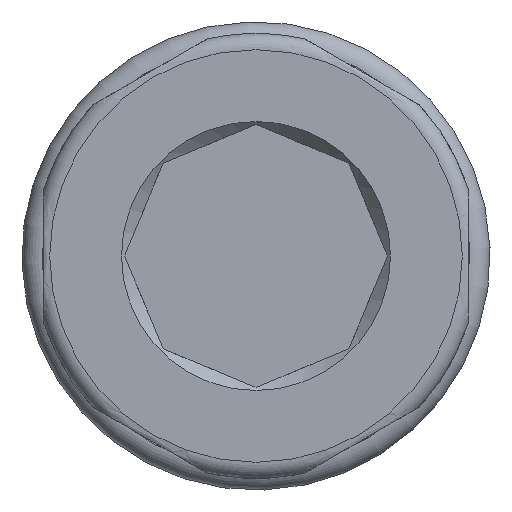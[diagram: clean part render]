
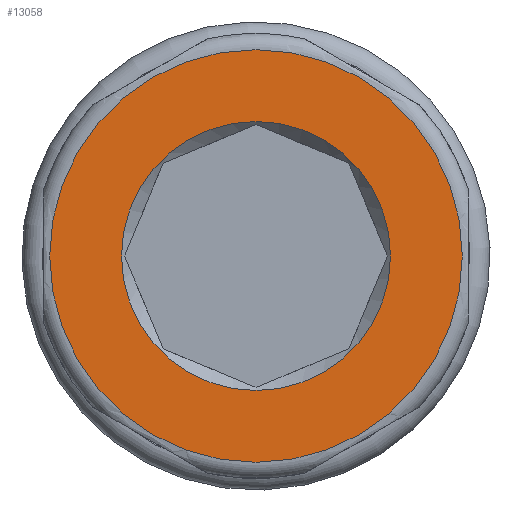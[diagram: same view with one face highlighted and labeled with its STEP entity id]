
A CAD part, left-side view. The second image highlights one B-rep face of the part: STEP entity #13058.
In plain terms, the highlighted planar face has unit normal (-1, 0, 0).
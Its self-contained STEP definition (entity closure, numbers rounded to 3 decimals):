
#419=PLANE('',#13725);
#689=FACE_BOUND('',#1675,.T.);
#946=FACE_OUTER_BOUND('',#1674,.T.);
#1674=EDGE_LOOP('',(#9317,#9318));
#1675=EDGE_LOOP('',(#9319));
#2275=CIRCLE('',#13648,10.2);
#2276=CIRCLE('',#13649,10.2);
#2287=CIRCLE('',#13726,6.65);
#5097=VERTEX_POINT('',#21816);
#5098=VERTEX_POINT('',#21818);
#5272=VERTEX_POINT('',#47108);
#6423=EDGE_CURVE('',#5097,#5098,#2275,.T.);
#6424=EDGE_CURVE('',#5098,#5097,#2276,.T.);
#6778=EDGE_CURVE('',#5272,#5272,#2287,.T.);
#9317=ORIENTED_EDGE('',*,*,#6424,.F.);
#9318=ORIENTED_EDGE('',*,*,#6423,.F.);
#9319=ORIENTED_EDGE('',*,*,#6778,.F.);
#13058=ADVANCED_FACE('',(#946,#689),#419,.T.);
#13648=AXIS2_PLACEMENT_3D('',#21819,#14366,#14367);
#13649=AXIS2_PLACEMENT_3D('',#21820,#14368,#14369);
#13725=AXIS2_PLACEMENT_3D('',#47107,#14695,#14696);
#13726=AXIS2_PLACEMENT_3D('',#47109,#14697,#14698);
#14366=DIRECTION('center_axis',(1.,0.,0.));
#14367=DIRECTION('ref_axis',(0.,-1.,0.));
#14368=DIRECTION('center_axis',(1.,0.,0.));
#14369=DIRECTION('ref_axis',(0.,-1.,0.));
#14695=DIRECTION('center_axis',(-1.,0.,0.));
#14696=DIRECTION('ref_axis',(0.,0.,1.));
#14697=DIRECTION('center_axis',(-1.,0.,0.));
#14698=DIRECTION('ref_axis',(0.,-1.,0.));
#21816=CARTESIAN_POINT('',(0.,0.,10.2));
#21818=CARTESIAN_POINT('',(0.,10.2,0.));
#21819=CARTESIAN_POINT('Origin',(0.,0.,0.));
#21820=CARTESIAN_POINT('Origin',(0.,0.,0.));
#47107=CARTESIAN_POINT('Origin',(0.,8.5,0.));
#47108=CARTESIAN_POINT('',(0.,6.65,0.));
#47109=CARTESIAN_POINT('Origin',(0.,0.,0.));
